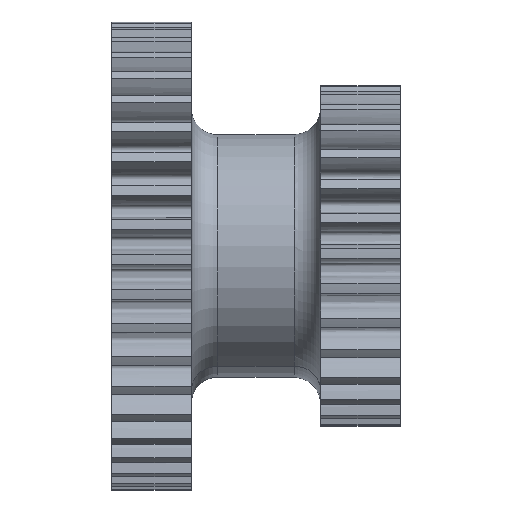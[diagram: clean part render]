
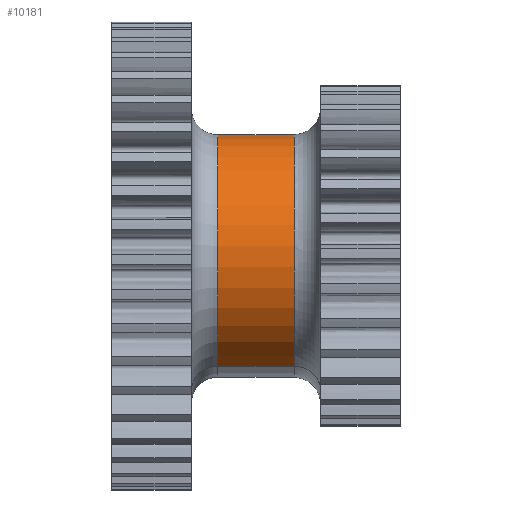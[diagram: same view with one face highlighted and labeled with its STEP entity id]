
A CAD part, left-side view. The second image highlights one B-rep face of the part: STEP entity #10181.
In plain terms, the highlighted cylindrical face has radius 14.5 mm (diameter 29 mm), a partial arc.
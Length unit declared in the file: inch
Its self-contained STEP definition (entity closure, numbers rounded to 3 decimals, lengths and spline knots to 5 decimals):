
#602 = VERTEX_POINT ( 'NONE', #19265 ) ;
#895 = DIRECTION ( 'NONE',  ( 0., -1., 0. ) ) ;
#1725 = ORIENTED_EDGE ( 'NONE', *, *, #40930, .T. ) ;
#5507 = CYLINDRICAL_SURFACE ( 'NONE', #37723, 0.57087 ) ;
#8809 = CARTESIAN_POINT ( 'NONE',  ( 0., 0.7945, -0.57087 ) ) ;
#10181 = ADVANCED_FACE ( 'NONE', ( #38820 ), #5507, .T. ) ;
#11182 = VERTEX_POINT ( 'NONE', #27348 ) ;
#11725 = EDGE_CURVE ( 'NONE', #35670, #42062, #13027, .T. ) ;
#12039 = CARTESIAN_POINT ( 'NONE',  ( 0., 0.6695, 0.57087 ) ) ;
#13027 = CIRCLE ( 'NONE', #26118, 0.57087 ) ;
#14096 = LINE ( 'NONE', #28703, #28629 ) ;
#16799 = DIRECTION ( 'NONE',  ( 0., 0., 1. ) ) ;
#19265 = CARTESIAN_POINT ( 'NONE',  ( 0., 0.3125, -0.57087 ) ) ;
#19523 = LINE ( 'NONE', #8809, #24178 ) ;
#19883 = DIRECTION ( 'NONE',  ( 0., -1., 0. ) ) ;
#23624 = CIRCLE ( 'NONE', #35267, 0.57087 ) ;
#24178 = VECTOR ( 'NONE', #43902, 39.37008 ) ;
#24789 = ORIENTED_EDGE ( 'NONE', *, *, #25636, .T. ) ;
#25636 = EDGE_CURVE ( 'NONE', #602, #11182, #23624, .T. ) ;
#26118 = AXIS2_PLACEMENT_3D ( 'NONE', #27745, #27972, #16799 ) ;
#26360 = DIRECTION ( 'NONE',  ( 0., 0., -1. ) ) ;
#27348 = CARTESIAN_POINT ( 'NONE',  ( 0., 0.3125, 0.57087 ) ) ;
#27745 = CARTESIAN_POINT ( 'NONE',  ( 0., 0.6695, 0. ) ) ;
#27972 = DIRECTION ( 'NONE',  ( 0., -1., 0. ) ) ;
#28629 = VECTOR ( 'NONE', #895, 39.37008 ) ;
#28703 = CARTESIAN_POINT ( 'NONE',  ( 0., 0.7945, 0.57087 ) ) ;
#29700 = DIRECTION ( 'NONE',  ( 0., 0., -1. ) ) ;
#29927 = CARTESIAN_POINT ( 'NONE',  ( 0., 0.7945, 0. ) ) ;
#30993 = ORIENTED_EDGE ( 'NONE', *, *, #11725, .T. ) ;
#31091 = ORIENTED_EDGE ( 'NONE', *, *, #36564, .F. ) ;
#33201 = CARTESIAN_POINT ( 'NONE',  ( 0., 0.3125, 0. ) ) ;
#35267 = AXIS2_PLACEMENT_3D ( 'NONE', #33201, #37671, #26360 ) ;
#35670 = VERTEX_POINT ( 'NONE', #12039 ) ;
#36564 = EDGE_CURVE ( 'NONE', #35670, #11182, #14096, .T. ) ;
#37239 = CARTESIAN_POINT ( 'NONE',  ( 0., 0.6695, -0.57087 ) ) ;
#37671 = DIRECTION ( 'NONE',  ( 0., 1., 0. ) ) ;
#37723 = AXIS2_PLACEMENT_3D ( 'NONE', #29927, #19883, #29700 ) ;
#38820 = FACE_OUTER_BOUND ( 'NONE', #39266, .T. ) ;
#39266 = EDGE_LOOP ( 'NONE', ( #31091, #30993, #1725, #24789 ) ) ;
#40930 = EDGE_CURVE ( 'NONE', #42062, #602, #19523, .T. ) ;
#42062 = VERTEX_POINT ( 'NONE', #37239 ) ;
#43902 = DIRECTION ( 'NONE',  ( 0., -1., 0. ) ) ;
